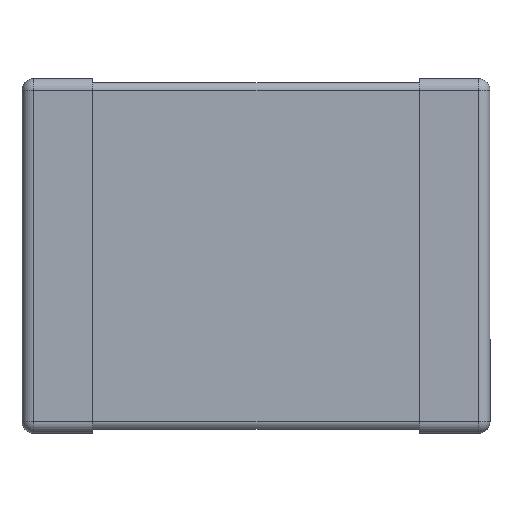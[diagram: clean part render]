
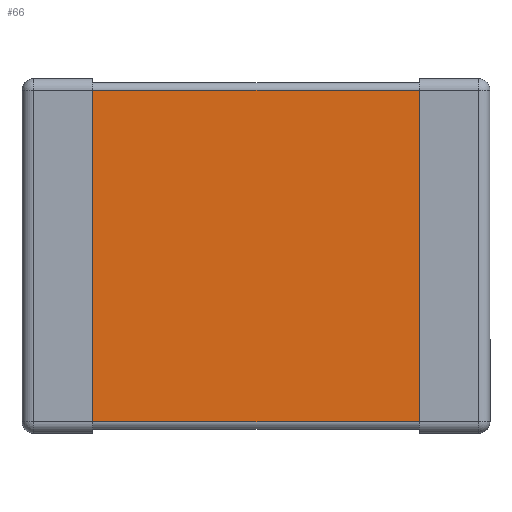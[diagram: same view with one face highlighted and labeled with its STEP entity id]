
A CAD part, front view. The second image highlights one B-rep face of the part: STEP entity #66.
In plain terms, the highlighted planar face has unit normal (0, -1, 0).
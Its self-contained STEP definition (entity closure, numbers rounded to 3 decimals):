
#14 = AXIS2_PLACEMENT_3D ( 'NONE', #834, #151, #454 ) ;
#36 = VERTEX_POINT ( 'NONE', #620 ) ;
#40 = LINE ( 'NONE', #788, #123 ) ;
#49 = CARTESIAN_POINT ( 'NONE',  ( -1.15, 0.027, -1.167 ) ) ;
#66 = ADVANCED_FACE ( 'NONE', ( #1016 ), #1126, .F. ) ;
#71 = ORIENTED_EDGE ( 'NONE', *, *, #725, .F. ) ;
#123 = VECTOR ( 'NONE', #188, 1000. ) ;
#151 = DIRECTION ( 'NONE',  ( 0., 1., 0. ) ) ;
#188 = DIRECTION ( 'NONE',  ( -1., 0., 0. ) ) ;
#211 = CARTESIAN_POINT ( 'NONE',  ( 500000., 0.027, -1.168 ) ) ;
#292 = VERTEX_POINT ( 'NONE', #595 ) ;
#312 = LINE ( 'NONE', #211, #1204 ) ;
#358 = VERTEX_POINT ( 'NONE', #680 ) ;
#379 = CARTESIAN_POINT ( 'NONE',  ( 1.15, 0.027, 1.167 ) ) ;
#380 = LINE ( 'NONE', #379, #798 ) ;
#389 = EDGE_CURVE ( 'NONE', #292, #358, #40, .T. ) ;
#444 = EDGE_CURVE ( 'NONE', #358, #1156, #572, .T. ) ;
#447 = ORIENTED_EDGE ( 'NONE', *, *, #389, .T. ) ;
#454 = DIRECTION ( 'NONE',  ( 0., 0., 1. ) ) ;
#484 = VECTOR ( 'NONE', #1190, 1000. ) ;
#572 = LINE ( 'NONE', #1002, #484 ) ;
#595 = CARTESIAN_POINT ( 'NONE',  ( 1.15, 0.027, 1.168 ) ) ;
#620 = CARTESIAN_POINT ( 'NONE',  ( 1.15, 0.027, -1.167 ) ) ;
#680 = CARTESIAN_POINT ( 'NONE',  ( -1.15, 0.027, 1.168 ) ) ;
#725 = EDGE_CURVE ( 'NONE', #292, #36, #380, .T. ) ;
#767 = EDGE_LOOP ( 'NONE', ( #71, #447, #1277, #789 ) ) ;
#788 = CARTESIAN_POINT ( 'NONE',  ( 500000., 0.027, 1.167 ) ) ;
#789 = ORIENTED_EDGE ( 'NONE', *, *, #1022, .F. ) ;
#798 = VECTOR ( 'NONE', #1147, 1000. ) ;
#834 = CARTESIAN_POINT ( 'NONE',  ( 500000., 0.027, 1.167 ) ) ;
#1002 = CARTESIAN_POINT ( 'NONE',  ( -1.15, 0.027, 1.168 ) ) ;
#1016 = FACE_OUTER_BOUND ( 'NONE', #767, .T. ) ;
#1022 = EDGE_CURVE ( 'NONE', #36, #1156, #312, .T. ) ;
#1094 = DIRECTION ( 'NONE',  ( -1., 0., 0. ) ) ;
#1126 = PLANE ( 'NONE',  #14 ) ;
#1147 = DIRECTION ( 'NONE',  ( 0., 0., -1. ) ) ;
#1156 = VERTEX_POINT ( 'NONE', #49 ) ;
#1190 = DIRECTION ( 'NONE',  ( 0., 0., -1. ) ) ;
#1204 = VECTOR ( 'NONE', #1094, 1000. ) ;
#1277 = ORIENTED_EDGE ( 'NONE', *, *, #444, .T. ) ;
